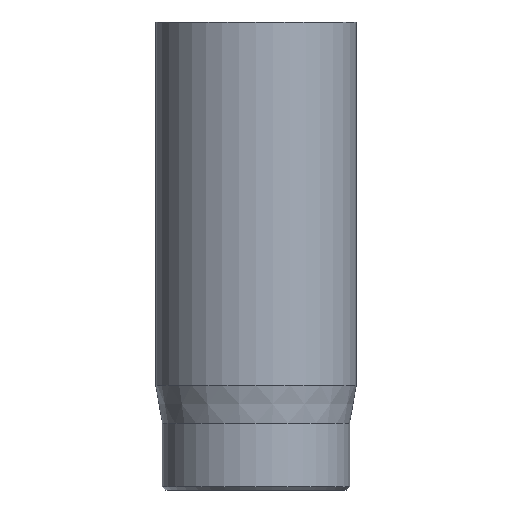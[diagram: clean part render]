
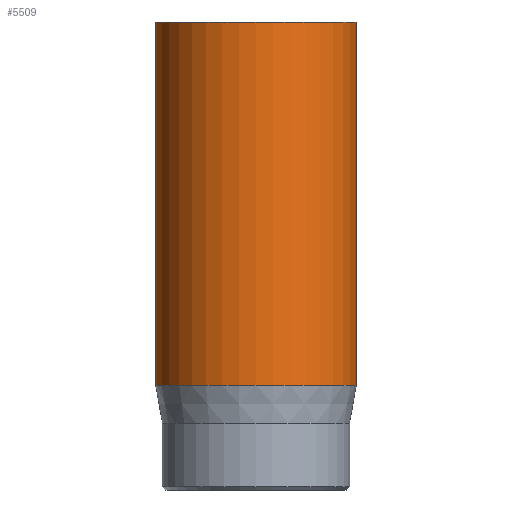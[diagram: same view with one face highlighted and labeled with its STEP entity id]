
A CAD part, front view. The second image highlights one B-rep face of the part: STEP entity #5509.
In plain terms, the highlighted cylindrical face has radius 1.5 mm (diameter 3 mm), a full revolution.
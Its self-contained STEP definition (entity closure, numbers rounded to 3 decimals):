
#708=CYLINDRICAL_SURFACE('',#5697,1.5);
#990=FACE_OUTER_BOUND('',#1314,.T.);
#1314=EDGE_LOOP('',(#5119,#5120,#5121,#5122,#5123));
#1733=LINE('',#10417,#2162);
#2162=VECTOR('',#6352,1.5);
#2200=CIRCLE('',#5680,1.5);
#2206=CIRCLE('',#5695,1.5);
#2207=CIRCLE('',#5696,1.5);
#2726=VERTEX_POINT('',#10387);
#2732=VERTEX_POINT('',#10411);
#2733=VERTEX_POINT('',#10412);
#3524=EDGE_CURVE('',#2726,#2726,#2200,.T.);
#3533=EDGE_CURVE('',#2732,#2733,#2206,.T.);
#3534=EDGE_CURVE('',#2733,#2732,#2207,.T.);
#3536=EDGE_CURVE('',#2726,#2732,#1733,.T.);
#5119=ORIENTED_EDGE('',*,*,#3524,.T.);
#5120=ORIENTED_EDGE('',*,*,#3536,.T.);
#5121=ORIENTED_EDGE('',*,*,#3533,.T.);
#5122=ORIENTED_EDGE('',*,*,#3534,.T.);
#5123=ORIENTED_EDGE('',*,*,#3536,.F.);
#5509=ADVANCED_FACE('',(#990),#708,.T.);
#5680=AXIS2_PLACEMENT_3D('',#10388,#6312,#6313);
#5695=AXIS2_PLACEMENT_3D('',#10413,#6345,#6346);
#5696=AXIS2_PLACEMENT_3D('',#10414,#6347,#6348);
#5697=AXIS2_PLACEMENT_3D('',#10416,#6350,#6351);
#6312=DIRECTION('center_axis',(0.,0.,-1.));
#6313=DIRECTION('ref_axis',(-1.,0.,0.));
#6345=DIRECTION('center_axis',(0.,0.,1.));
#6346=DIRECTION('ref_axis',(-1.,0.,0.));
#6347=DIRECTION('center_axis',(0.,0.,1.));
#6348=DIRECTION('ref_axis',(-1.,0.,0.));
#6350=DIRECTION('center_axis',(0.,0.,1.));
#6351=DIRECTION('ref_axis',(-1.,0.,0.));
#6352=DIRECTION('',(0.,0.,-1.));
#10387=CARTESIAN_POINT('',(1.5,0.,7.));
#10388=CARTESIAN_POINT('Origin',(0.,0.,7.));
#10411=CARTESIAN_POINT('',(1.5,0.,1.567));
#10412=CARTESIAN_POINT('',(-1.5,0.,1.567));
#10413=CARTESIAN_POINT('Origin',(0.,0.,1.567));
#10414=CARTESIAN_POINT('Origin',(0.,0.,1.567));
#10416=CARTESIAN_POINT('Origin',(0.,0.,0.));
#10417=CARTESIAN_POINT('',(1.5,0.,0.));
